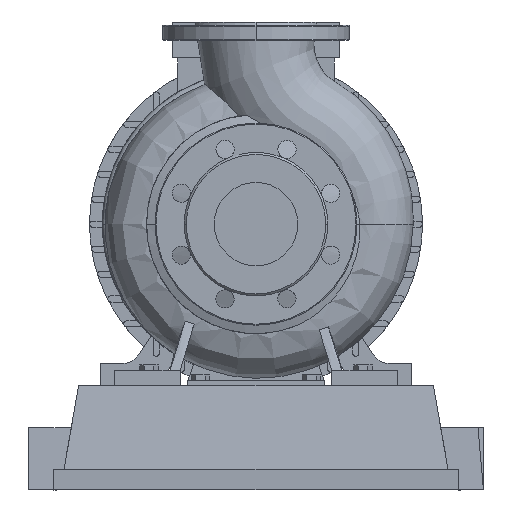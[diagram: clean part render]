
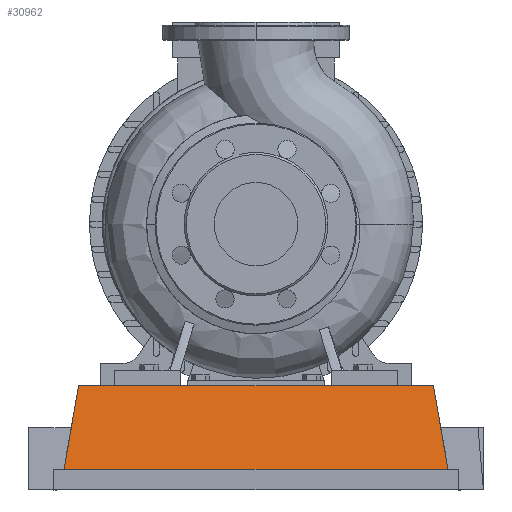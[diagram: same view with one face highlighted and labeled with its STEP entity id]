
A CAD part, left-side view. The second image highlights one B-rep face of the part: STEP entity #30962.
In plain terms, the highlighted planar face has unit normal (-0.985, 0, 0.174).
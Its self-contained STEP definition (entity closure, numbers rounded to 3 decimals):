
#28847=CARTESIAN_POINT('',(-77.5,-190.,20.6));
#28848=VERTEX_POINT('',#28847);
#28855=CARTESIAN_POINT('',(-77.5,190.0,20.6));
#28856=VERTEX_POINT('',#28855);
#28857=CARTESIAN_POINT('',(-77.5,-190.,20.6));
#28858=DIRECTION('',(0.0,1.0,0.0));
#28859=VECTOR('',#28858,380.0);
#28860=LINE('',#28857,#28859);
#28861=EDGE_CURVE('',#28848,#28856,#28860,.T.);
#30696=CARTESIAN_POINT('',(-62.971,-175.471,103.0));
#30697=VERTEX_POINT('',#30696);
#30704=CARTESIAN_POINT('',(-77.5,-190.,20.6));
#30705=DIRECTION('',(0.171,0.171,0.97));
#30706=VECTOR('',#30705,84.923);
#30707=LINE('',#30704,#30706);
#30708=EDGE_CURVE('',#28848,#30697,#30707,.T.);
#30939=CARTESIAN_POINT('',(-77.5,-190.,20.6));
#30940=DIRECTION('',(-0.985,0.,0.174));
#30941=DIRECTION('',(0.0,-1.0,0.0));
#30942=AXIS2_PLACEMENT_3D('',#30939,#30940,#30941);
#30943=PLANE('',#30942);
#30944=CARTESIAN_POINT('',(-62.971,175.471,103.0));
#30945=VERTEX_POINT('',#30944);
#30946=CARTESIAN_POINT('',(-62.971,-175.471,103.0));
#30947=DIRECTION('',(0.0,1.0,0.0));
#30948=VECTOR('',#30947,350.941);
#30949=LINE('',#30946,#30948);
#30950=EDGE_CURVE('',#30697,#30945,#30949,.T.);
#30951=ORIENTED_EDGE('',*,*,#30950,.T.);
#30952=CARTESIAN_POINT('',(-77.5,190.0,20.6));
#30953=DIRECTION('',(0.171,-0.171,0.97));
#30954=VECTOR('',#30953,84.923);
#30955=LINE('',#30952,#30954);
#30956=EDGE_CURVE('',#28856,#30945,#30955,.T.);
#30957=ORIENTED_EDGE('',*,*,#30956,.F.);
#30958=ORIENTED_EDGE('',*,*,#28861,.F.);
#30959=ORIENTED_EDGE('',*,*,#30708,.T.);
#30960=EDGE_LOOP('',(#30951,#30957,#30958,#30959));
#30961=FACE_OUTER_BOUND('',#30960,.T.);
#30962=ADVANCED_FACE('',(#30961),#30943,.T.);
